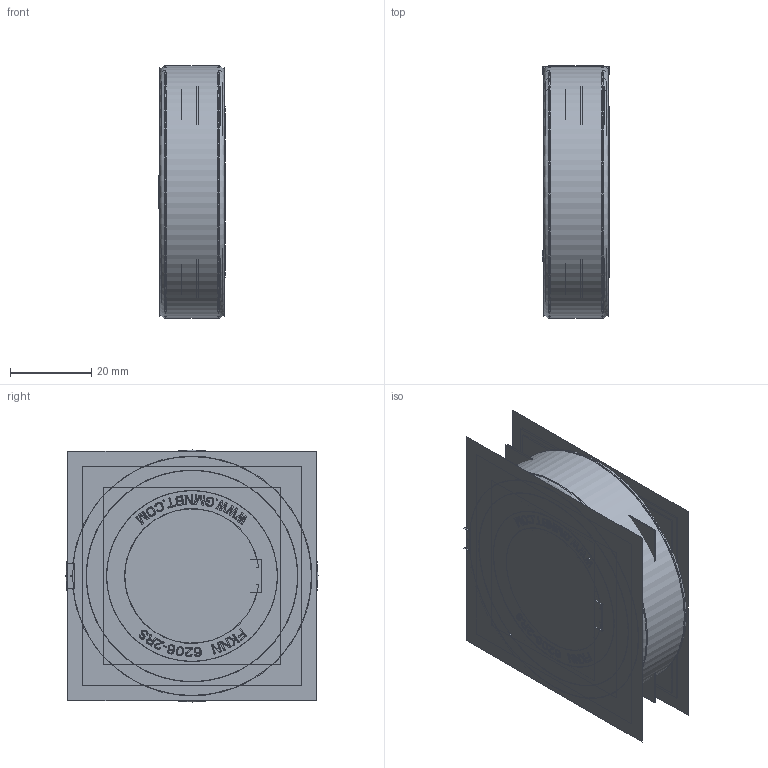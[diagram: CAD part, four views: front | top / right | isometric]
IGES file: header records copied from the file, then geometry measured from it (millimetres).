
Start section:  PTC IGES file: fknn6206-2rs.igs
Global section: file name: fknn6206-2rs.igs; native system: Creo Parametric by Parametric Technology Corporation; preprocessor: 2013150; author: sales 4; organization: Unknown; date: 20140325.121725; units: millimetre
Bounding box: 16.64 x 62 x 62 mm (x, y, z)
Volume: 32178.9 mm3; surface area: 244775.7 mm2
Topology: 52 solids, 52 shells, 4852 faces, 25644 edges, 32228 vertices
Faces by surface type: bspline 2744, revolution 2108
